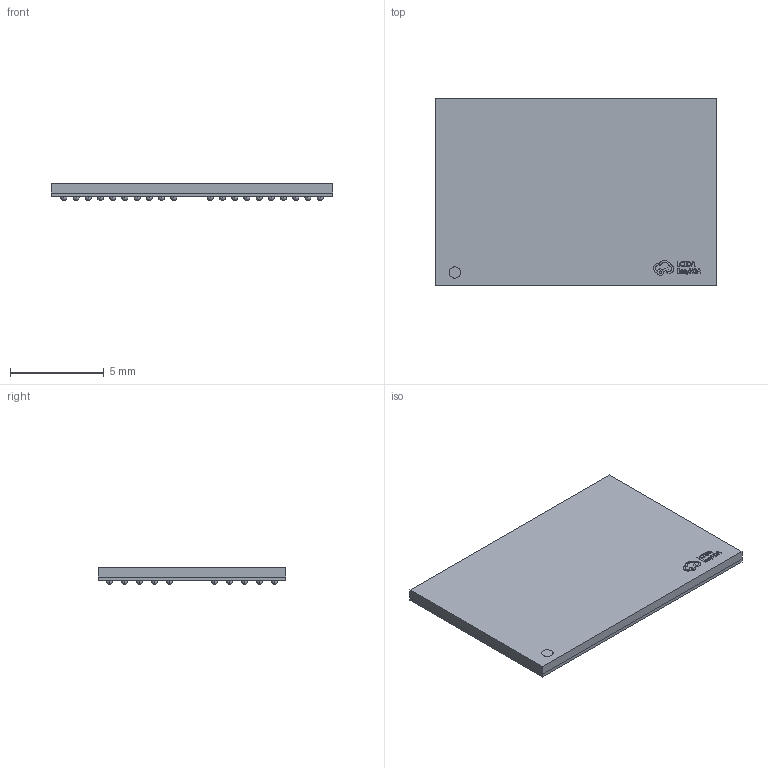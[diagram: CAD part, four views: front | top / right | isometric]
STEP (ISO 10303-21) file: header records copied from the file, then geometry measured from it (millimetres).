
FILE_DESCRIPTION (( 'STEP AP214' ), '1' );
FILE_NAME ('FBGA-200_L15.0-W10.0-BL_H9HCNNNBKUMLXR.STEP', '2024-07-04T07:26:06', ( '个人用户' ), ( '微软中国' ), 'SwSTEP 2.0', 'SolidWorks 2020', '' );
FILE_SCHEMA (( 'AUTOMOTIVE_DESIGN' ));
Length unit declared in the file: millimetre
Products named in the file (1): FBGA-200_L15.0-W10.0-BL_H9HCNNNBKUMLXR
Bounding box: 15 x 10 x 0.91 mm (x, y, z)
Volume: 104.6 mm3; surface area: 664.6 mm2
Topology: 2 solids, 2 shells, 643 faces, 2454 edges, 1636 vertices
Faces by surface type: sphere 400, plane 143, bspline 98, cylinder 2
Entity records: 26380 total; most frequent: CARTESIAN_POINT 4440, DIRECTION 3150, ORIENTED_EDGE 2908, EDGE_CURVE 1454, AXIS2_PLACEMENT_3D 1350, VERTEX_POINT 1036, EDGE_LOOP 864, CIRCLE 804
